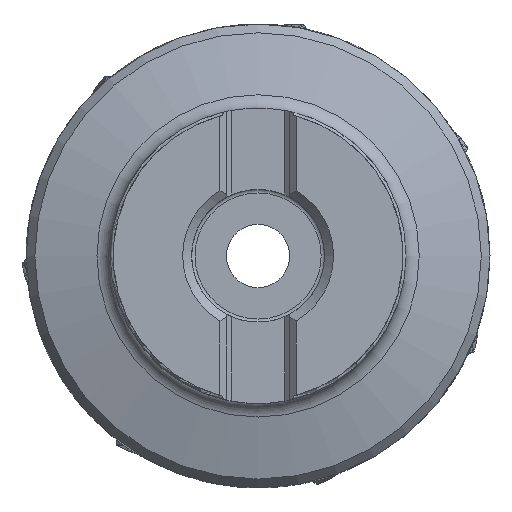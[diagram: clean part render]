
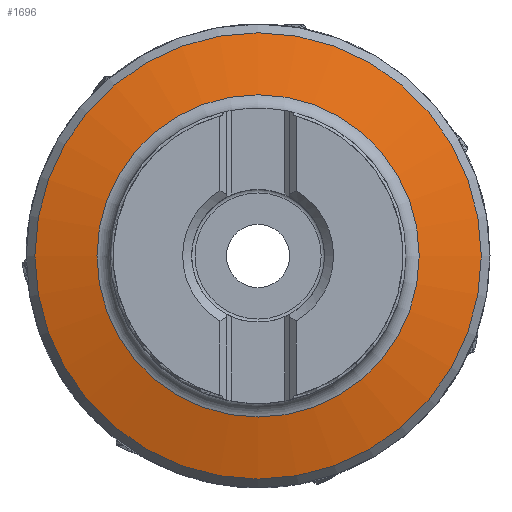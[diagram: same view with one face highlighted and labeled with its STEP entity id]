
A CAD part, top view. The second image highlights one B-rep face of the part: STEP entity #1696.
In plain terms, the highlighted conical face has half-angle 74.746 degrees and reference radius 36.988 mm.
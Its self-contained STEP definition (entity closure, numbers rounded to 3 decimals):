
#282=CONICAL_SURFACE('',#11828,36.988,74.746);
#1389=CIRCLE('',#11826,26.711);
#1390=CIRCLE('',#11827,36.988);
#1696=ADVANCED_FACE('S9',(#2346,#2347),#282,.T.);
#2346=FACE_BOUND('',#2676,.T.);
#2347=FACE_BOUND('',#2677,.T.);
#2676=EDGE_LOOP('',(#5539));
#2677=EDGE_LOOP('',(#5540));
#5539=ORIENTED_EDGE('',*,*,#9644,.T.);
#5540=ORIENTED_EDGE('',*,*,#9645,.F.);
#8443=VERTEX_POINT('',#18092);
#8444=VERTEX_POINT('',#18094);
#9644=EDGE_CURVE('',#8443,#8443,#1389,.T.);
#9645=EDGE_CURVE('',#8444,#8444,#1390,.T.);
#11826=AXIS2_PLACEMENT_3D('',#18091,#13360,#13361);
#11827=AXIS2_PLACEMENT_3D('',#18093,#13362,#13363);
#11828=AXIS2_PLACEMENT_3D('',#18095,#13364,#13365);
#13360=DIRECTION('',(0.,0.,-1.));
#13361=DIRECTION('',(-1.,0.,0.));
#13362=DIRECTION('',(0.,0.,-1.));
#13363=DIRECTION('',(-1.,0.,0.));
#13364=DIRECTION('',(0.,0.,-1.));
#13365=DIRECTION('',(-1.,0.,0.));
#18091=CARTESIAN_POINT('',(0.,0.,-17.103));
#18092=CARTESIAN_POINT('',(-26.711,0.,-17.103));
#18093=CARTESIAN_POINT('',(0.,0.,-19.905));
#18094=CARTESIAN_POINT('',(-36.988,0.,-19.905));
#18095=CARTESIAN_POINT('',(0.,0.,-19.905));
